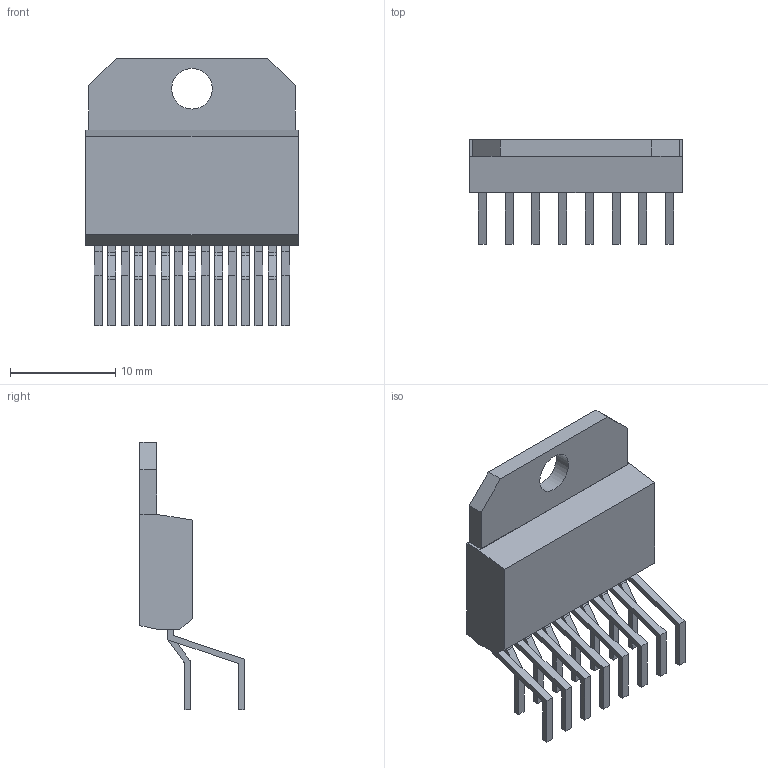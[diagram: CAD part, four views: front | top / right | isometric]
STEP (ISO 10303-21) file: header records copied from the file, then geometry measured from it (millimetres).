
FILE_DESCRIPTION( ( '' ), ' ' );
FILE_NAME( '59307c6533b6940f6c1f34bc.step', '2017-06-01T20:43:17', ( '' ), ( '' ), ' ', ' ', ' ' );
FILE_SCHEMA( ( 'AUTOMOTIVE_DESIGN { 1 0 10303 214 1 1 1 1 }' ) );
Length unit declared in the file: metre
Products named in the file (2): Open CASCADE STEP translator 6.8 2; Open CASCADE STEP translator 6.8 1
Bounding box: 20.2 x 9.9 x 25.4 mm (x, y, z)
Volume: 1314.9 mm3; surface area: 1457.5 mm2
Topology: 2 solids, 2 shells, 181 faces, 486 edges, 324 vertices
Faces by surface type: plane 152, cylinder 29
Full cylindrical faces by diameter (mm): 3.85 x1
Entity records: 9496 total; most frequent: CARTESIAN_POINT 992, ORIENTED_EDGE 970, DIRECTION 909, STYLED_ITEM 666, PRESENTATION_STYLE_ASSIGNMENT 666, COLOUR_RGB 666, EDGE_CURVE 485, CURVE_STYLE 485
